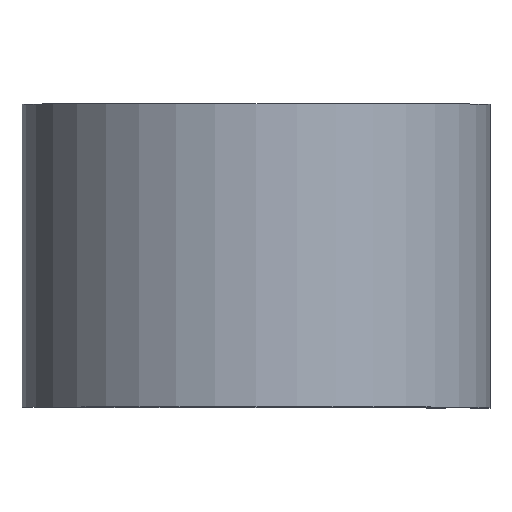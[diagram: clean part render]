
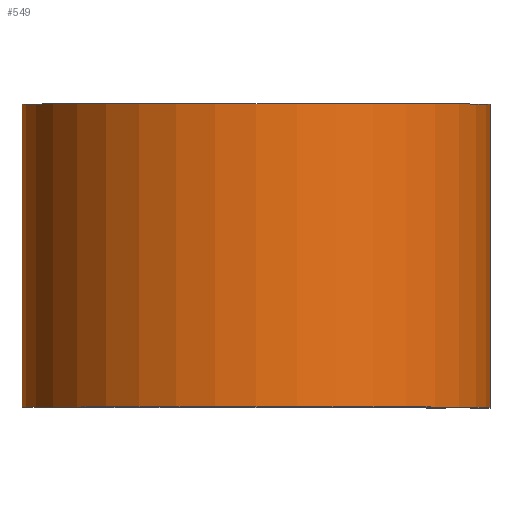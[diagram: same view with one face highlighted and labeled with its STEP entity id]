
A CAD part, top view. The second image highlights one B-rep face of the part: STEP entity #549.
In plain terms, the highlighted cylindrical face has radius 14.707 mm (diameter 29.413 mm), a partial arc.
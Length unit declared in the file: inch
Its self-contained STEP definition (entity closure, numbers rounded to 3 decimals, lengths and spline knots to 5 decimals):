
#7 = AXIS2_PLACEMENT_3D ( 'NONE', #107, #96, #85 ) ;
#10 = DIRECTION ( 'NONE',  ( 0., -1., 0. ) ) ;
#23 = VECTOR ( 'NONE', #10, 39.37008 ) ;
#61 = EDGE_CURVE ( 'NONE', #245, #550, #366, .T. ) ;
#75 = LINE ( 'NONE', #556, #23 ) ;
#85 = DIRECTION ( 'NONE',  ( 1., 0., 0. ) ) ;
#94 = CARTESIAN_POINT ( 'NONE',  ( 0.579, 0.375, 0. ) ) ;
#96 = DIRECTION ( 'NONE',  ( 0., 1., 0. ) ) ;
#107 = CARTESIAN_POINT ( 'NONE',  ( 0., 0.375, 0. ) ) ;
#108 = DIRECTION ( 'NONE',  ( 0., -1., 0. ) ) ;
#119 = EDGE_CURVE ( 'NONE', #541, #562, #297, .T. ) ;
#141 = CARTESIAN_POINT ( 'NONE',  ( 0.579, 0.375, 0. ) ) ;
#164 = AXIS2_PLACEMENT_3D ( 'NONE', #405, #408, #410 ) ;
#166 = CARTESIAN_POINT ( 'NONE',  ( 0., 0.375, 0. ) ) ;
#196 = ORIENTED_EDGE ( 'NONE', *, *, #517, .T. ) ;
#199 = EDGE_LOOP ( 'NONE', ( #252, #687, #589, #196 ) ) ;
#220 = CYLINDRICAL_SURFACE ( 'NONE', #343, 0.579 ) ;
#245 = VERTEX_POINT ( 'NONE', #362 ) ;
#252 = ORIENTED_EDGE ( 'NONE', *, *, #119, .T. ) ;
#275 = EDGE_CURVE ( 'NONE', #550, #562, #635, .T. ) ;
#297 = CIRCLE ( 'NONE', #164, 0.579 ) ;
#343 = AXIS2_PLACEMENT_3D ( 'NONE', #166, #458, #402 ) ;
#362 = CARTESIAN_POINT ( 'NONE',  ( 0., 0.375, -0.579 ) ) ;
#366 = CIRCLE ( 'NONE', #7, 0.579 ) ;
#402 = DIRECTION ( 'NONE',  ( 0., 0., -1. ) ) ;
#405 = CARTESIAN_POINT ( 'NONE',  ( 0., -0.375, 0. ) ) ;
#407 = FACE_OUTER_BOUND ( 'NONE', #199, .T. ) ;
#408 = DIRECTION ( 'NONE',  ( 0., 1., 0. ) ) ;
#410 = DIRECTION ( 'NONE',  ( 1., 0., 0. ) ) ;
#453 = CARTESIAN_POINT ( 'NONE',  ( 0., -0.375, -0.579 ) ) ;
#458 = DIRECTION ( 'NONE',  ( 0., -1., 0. ) ) ;
#517 = EDGE_CURVE ( 'NONE', #245, #541, #75, .T. ) ;
#541 = VERTEX_POINT ( 'NONE', #453 ) ;
#549 = ADVANCED_FACE ( 'NONE', ( #407 ), #220, .T. ) ;
#550 = VERTEX_POINT ( 'NONE', #94 ) ;
#556 = CARTESIAN_POINT ( 'NONE',  ( 0., 0.375, -0.579 ) ) ;
#562 = VERTEX_POINT ( 'NONE', #660 ) ;
#589 = ORIENTED_EDGE ( 'NONE', *, *, #61, .F. ) ;
#635 = LINE ( 'NONE', #141, #640 ) ;
#640 = VECTOR ( 'NONE', #108, 39.37008 ) ;
#660 = CARTESIAN_POINT ( 'NONE',  ( 0.579, -0.375, 0. ) ) ;
#687 = ORIENTED_EDGE ( 'NONE', *, *, #275, .F. ) ;
